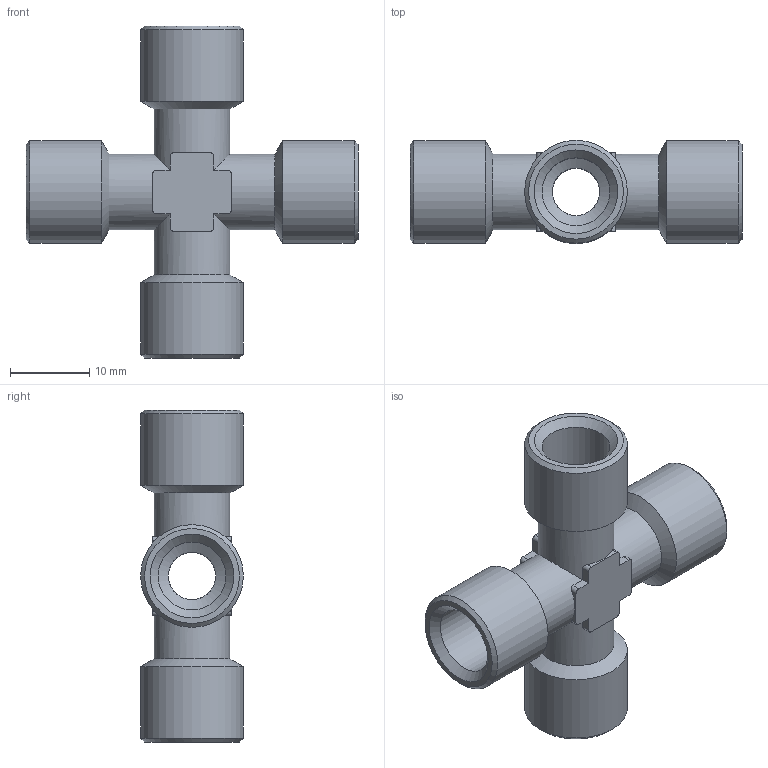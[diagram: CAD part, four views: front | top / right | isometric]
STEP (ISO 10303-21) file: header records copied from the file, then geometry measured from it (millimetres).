
FILE_DESCRIPTION(( 'RA.26.18.18.STP' ), '1');
FILE_NAME( 'RA.26.18.18.STP', '2018-11-09T15:47:15',( 'Sopra'),('sopra-pneumatic.com'), 'SwSTEP 2.0','SolidWorks 2009','' );
FILE_SCHEMA (('AUTOMOTIVE_DESIGN { 1 0 10303 214 1 1 1 1 }'));
Length unit declared in the file: millimetre
Products named in the file (2): Root; 60202
Assembly tree (1 placements, depth 2):
  Root
    60202
Bounding box: 42 x 13 x 42 mm (x, y, z)
Volume: 4678.1 mm3; surface area: 4749.7 mm2
Topology: 1 solids, 1 shells, 78 faces, 200 edges, 122 vertices
Faces by surface type: cylinder 32, plane 30, cone 16
Full cylindrical faces by diameter (mm): 6 x4, 8.566 x4, 9.6 x4, 13 x4
Entity records: 6400 total; most frequent: CARTESIAN_POINT 3050, DIRECTION 368, PRESENTATION_STYLE_ASSIGNMENT 321, COLOUR_RGB 321, DRAUGHTING_PRE_DEFINED_CURVE_FONT 320, CURVE_STYLE 320, OVER_RIDING_STYLED_ITEM 320, ORIENTED_EDGE 320
